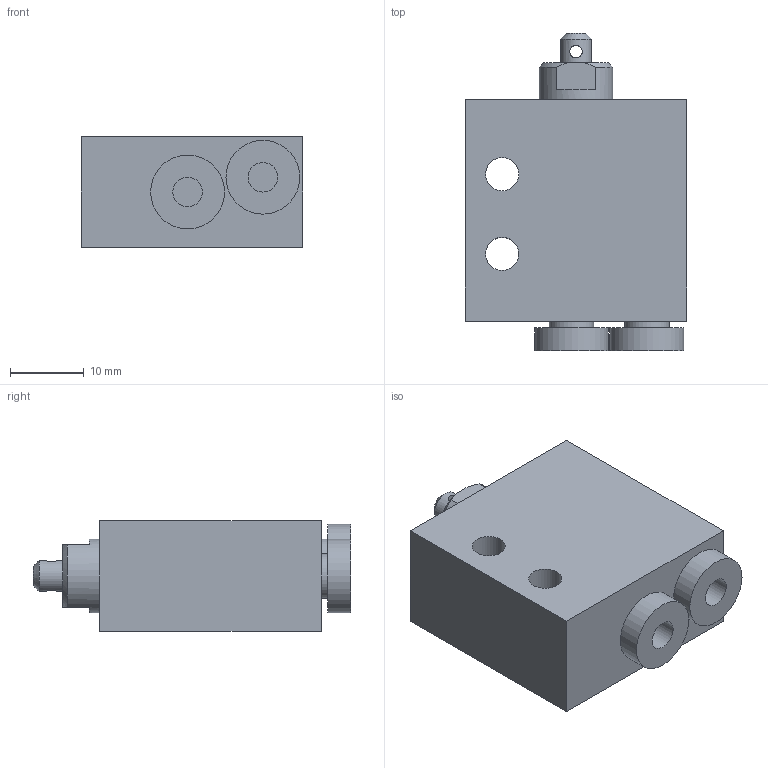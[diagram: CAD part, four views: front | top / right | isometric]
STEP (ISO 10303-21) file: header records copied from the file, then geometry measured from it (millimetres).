
FILE_DESCRIPTION(/* description */ ('Alibre Inc.'),/* implementation_level */ '2;1');
FILE_NAME(/* name */ 'export-603C9793-B0AE-49A9-BC68-C392E5F295B9',/* time_stamp */ '2023-08-10T18:00:47+02:00',/* author */ (''),/* organization */ (''),/* preprocessor_version */ 'ST-DEVELOPER v17',/* originating_system */ 'Alibre',/* authorisation */ '');
FILE_SCHEMA (('AUTOMOTIVE_DESIGN'));
Length unit declared in the file: millimetre
Products named in the file (2): W3501000100-B; W3501000100
Bounding box: 30 x 43 x 15 mm (x, y, z)
Volume: 13836.1 mm3; surface area: 4760.3 mm2
Topology: 1 solids, 1 shells, 36 faces, 82 edges, 57 vertices
Faces by surface type: plane 20, cylinder 13, cone 3
Full cylindrical faces by diameter (mm): 1.7 x1, 2.4 x2, 4 x2, 4.2 x1, 4.5 x2, 6 x2, 10 x3
Entity records: 1096 total; most frequent: CARTESIAN_POINT 198, ORIENTED_EDGE 164, DIRECTION 151, EDGE_CURVE 82, AXIS2_PLACEMENT_3D 68, VERTEX_POINT 57, EDGE_LOOP 51, FACE_BOUND 51
